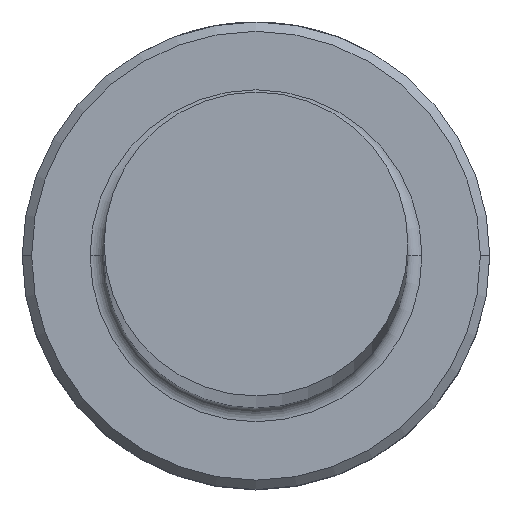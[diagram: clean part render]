
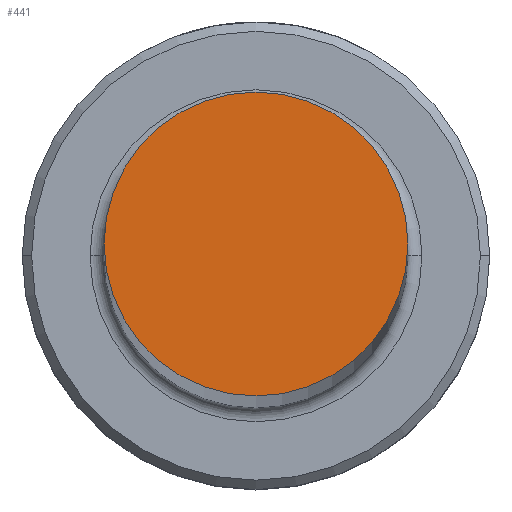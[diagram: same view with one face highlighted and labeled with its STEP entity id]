
A CAD part, top view. The second image highlights one B-rep face of the part: STEP entity #441.
In plain terms, the highlighted planar face has unit normal (0, 0, 1).
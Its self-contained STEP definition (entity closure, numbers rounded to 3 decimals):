
#5 = EDGE_CURVE ( 'NONE', #713, #842, #281, .T. ) ;
#30 = DIRECTION ( 'NONE',  ( 0., 0., 1. ) ) ;
#73 = CARTESIAN_POINT ( 'NONE',  ( -3.25, 0., 150. ) ) ;
#81 = AXIS2_PLACEMENT_3D ( 'NONE', #1014, #1170, #1094 ) ;
#281 = CIRCLE ( 'NONE', #81, 3.25 ) ;
#441 = ADVANCED_FACE ( 'NONE', ( #786 ), #681, .T. ) ;
#476 = ORIENTED_EDGE ( 'NONE', *, *, #848, .T. ) ;
#479 = ORIENTED_EDGE ( 'NONE', *, *, #5, .T. ) ;
#535 = DIRECTION ( 'NONE',  ( 0., 0., 1. ) ) ;
#599 = CARTESIAN_POINT ( 'NONE',  ( 0., 0., 150. ) ) ;
#656 = CIRCLE ( 'NONE', #981, 3.25 ) ;
#681 = PLANE ( 'NONE',  #1043 ) ;
#691 = CARTESIAN_POINT ( 'NONE',  ( 3.25, 0., 150. ) ) ;
#713 = VERTEX_POINT ( 'NONE', #691 ) ;
#773 = DIRECTION ( 'NONE',  ( 1., 0., 0. ) ) ;
#786 = FACE_OUTER_BOUND ( 'NONE', #1138, .T. ) ;
#842 = VERTEX_POINT ( 'NONE', #73 ) ;
#848 = EDGE_CURVE ( 'NONE', #842, #713, #656, .T. ) ;
#981 = AXIS2_PLACEMENT_3D ( 'NONE', #1066, #535, #1146 ) ;
#1014 = CARTESIAN_POINT ( 'NONE',  ( 0., 0., 150. ) ) ;
#1043 = AXIS2_PLACEMENT_3D ( 'NONE', #599, #30, #773 ) ;
#1066 = CARTESIAN_POINT ( 'NONE',  ( 0., 0., 150. ) ) ;
#1094 = DIRECTION ( 'NONE',  ( 1., 0., 0. ) ) ;
#1138 = EDGE_LOOP ( 'NONE', ( #476, #479 ) ) ;
#1146 = DIRECTION ( 'NONE',  ( 1., 0., 0. ) ) ;
#1170 = DIRECTION ( 'NONE',  ( 0., 0., 1. ) ) ;
